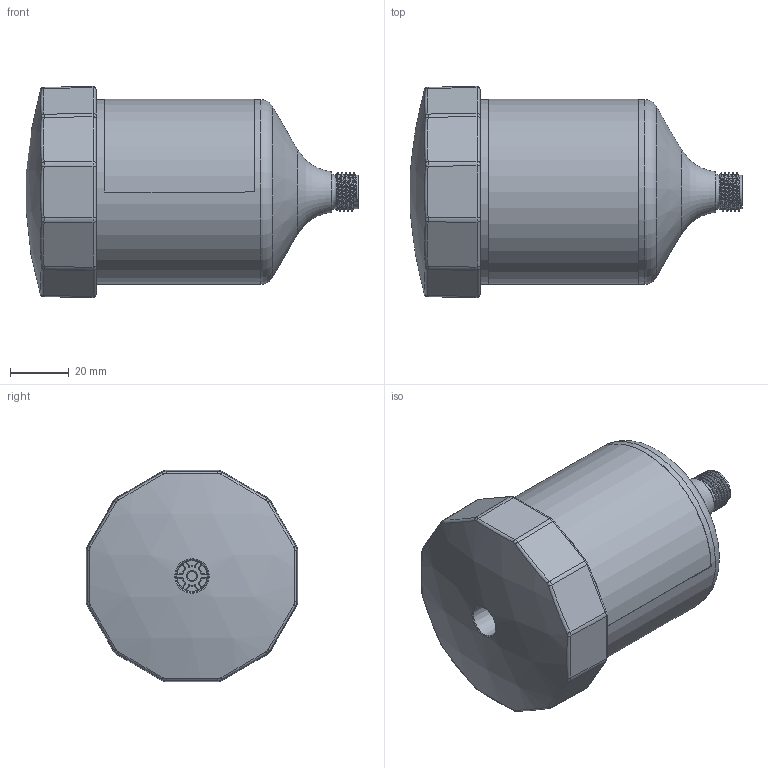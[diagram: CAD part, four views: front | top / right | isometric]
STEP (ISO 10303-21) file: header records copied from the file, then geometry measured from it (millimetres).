
FILE_DESCRIPTION(/* description */ (''),/* implementation_level */ '2;1');
FILE_NAME(/* name */ 'Drain_cup_120_perma_Standard_112012.stp',/* time_stamp */ '2020-07-23T14:49:16+02:00',/* author */ ('002230'),/* organization */ (''),/* preprocessor_version */ 'ST-DEVELOPER v17',/* originating_system */ 'Autodesk Inventor 2019',/* authorisation */ '');
FILE_SCHEMA (('AUTOMOTIVE_DESIGN { 1 0 10303 214 3 1 1 }'));
Length unit declared in the file: millimetre
Products named in the file (6): dczus03b; dcdec01b; O-Ring verbaut; ebgeh01l; Kolben; Bauteil1
Assembly tree (5 placements, depth 2):
  dczus03b
    dcdec01b
    O-Ring verbaut
    ebgeh01l
    Kolben
    Bauteil1
Bounding box: 113.16 x 71.96 x 71.96 mm (x, y, z)
Volume: 89486.3 mm3; surface area: 92509.6 mm2
Topology: 5 solids, 5 shells, 2195 faces, 5900 edges, 3714 vertices
Faces by surface type: plane 1143, torus 347, cylinder 282, bspline 201, sphere 158, cone 64
Full cylindrical faces by diameter (mm): 3 x3, 5.7 x1, 39.2 x1, 55 x1, 58 x1, 59.4 x1, 61.528 x2, 62.9 x1, 63 x1, 65 x4, 66 x2
Entity records: 87018 total; most frequent: CARTESIAN_POINT 33466, ORIENTED_EDGE 11758, DIRECTION 10737, EDGE_CURVE 5879, AXIS2_PLACEMENT_3D 4232, VERTEX_POINT 3714, LINE 2273, VECTOR 2273
